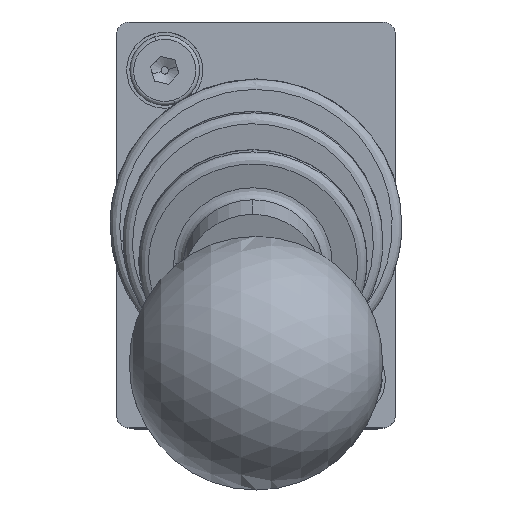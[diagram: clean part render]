
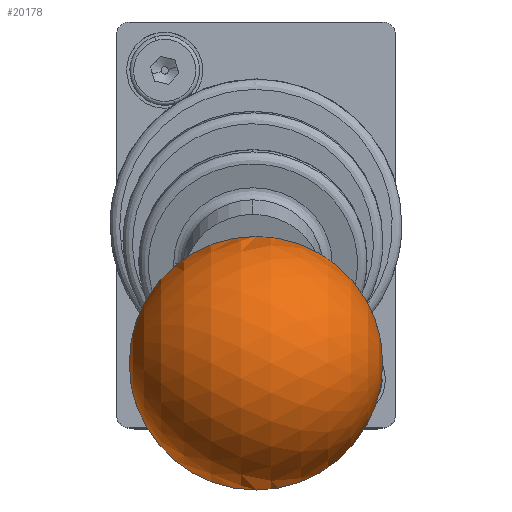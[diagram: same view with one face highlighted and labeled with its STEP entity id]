
A CAD part, top view. The second image highlights one B-rep face of the part: STEP entity #20178.
In plain terms, the highlighted spherical face has radius 10 mm.
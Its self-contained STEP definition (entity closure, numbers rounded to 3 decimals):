
#20162=CARTESIAN_POINT('',(0.0,0.0,0.0));
#20163=DIRECTION('',(0.0,0.0,1.0));
#20164=DIRECTION('',(1.0,0.0,0.0));
#20165=AXIS2_PLACEMENT_3D('',#20162,#20163,#20164);
#20166=SPHERICAL_SURFACE('',#20165,10.);
#20167=CARTESIAN_POINT('',(0.0,0.0,-10.));
#20168=VERTEX_POINT('',#20167);
#20169=CARTESIAN_POINT('',(0.0,0.0,0.0));
#20170=DIRECTION('',(0.0,-1.0,0.0));
#20171=DIRECTION('',(0.0,0.0,1.0));
#20172=AXIS2_PLACEMENT_3D('',#20169,#20170,#20171);
#20173=CIRCLE('',#20172,10.);
#20174=EDGE_CURVE('',#20168,#20168,#20173,.T.);
#20175=ORIENTED_EDGE('',*,*,#20174,.F.);
#20176=EDGE_LOOP('',(#20175));
#20177=FACE_OUTER_BOUND('',#20176,.T.);
#20178=ADVANCED_FACE('',(#20177),#20166,.T.);
